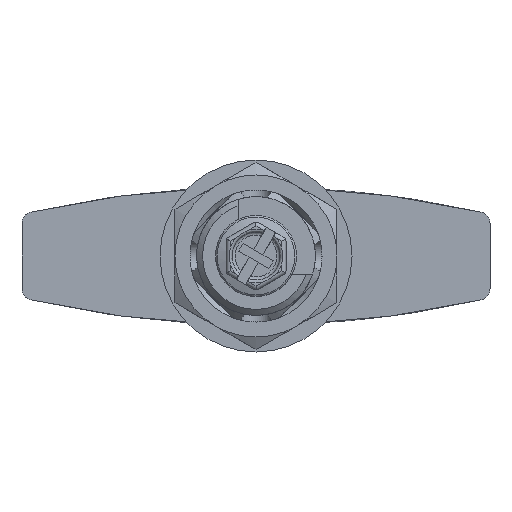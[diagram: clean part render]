
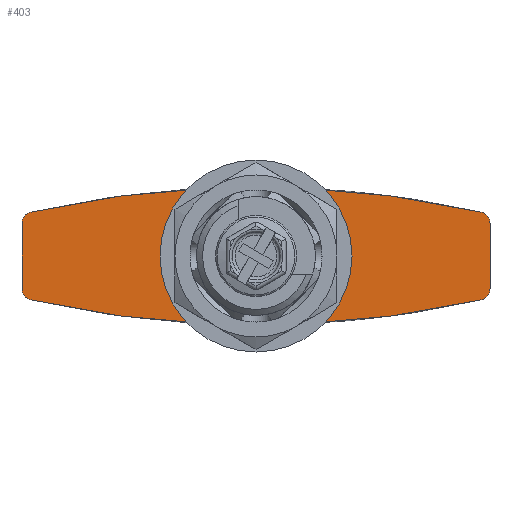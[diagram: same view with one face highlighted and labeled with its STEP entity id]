
A CAD part, front view. The second image highlights one B-rep face of the part: STEP entity #403.
In plain terms, the highlighted planar face has unit normal (0, -1, 0).
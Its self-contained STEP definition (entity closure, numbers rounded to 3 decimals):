
#403 = ADVANCED_FACE( '', ( #857, #858 ), #859, .F. );
#857 = FACE_BOUND( '', #1412, .T. );
#858 = FACE_OUTER_BOUND( '', #1413, .T. );
#859 = PLANE( '', #1414 );
#1412 = EDGE_LOOP( '', ( #2332 ) );
#1413 = EDGE_LOOP( '', ( #2333, #2334, #2335, #2336, #2337, #2338, #2339, #2340 ) );
#1414 = AXIS2_PLACEMENT_3D( '', #2341, #2342, #2343 );
#2332 = ORIENTED_EDGE( '', *, *, #3493, .T. );
#2333 = ORIENTED_EDGE( '', *, *, #3494, .F. );
#2334 = ORIENTED_EDGE( '', *, *, #3448, .F. );
#2335 = ORIENTED_EDGE( '', *, *, #3495, .F. );
#2336 = ORIENTED_EDGE( '', *, *, #3156, .F. );
#2337 = ORIENTED_EDGE( '', *, *, #3248, .F. );
#2338 = ORIENTED_EDGE( '', *, *, #3496, .F. );
#2339 = ORIENTED_EDGE( '', *, *, #3216, .F. );
#2340 = ORIENTED_EDGE( '', *, *, #3497, .T. );
#2341 = CARTESIAN_POINT( '', ( -39., 48., 12.5 ) );
#2342 = DIRECTION( '', ( 0., 1., 0. ) );
#2343 = DIRECTION( '', ( 0., 0., 1. ) );
#3156 = EDGE_CURVE( '', #3720, #3721, #3722, .T. );
#3216 = EDGE_CURVE( '', #3826, #3827, #3828, .T. );
#3248 = EDGE_CURVE( '', #3883, #3720, #3884, .T. );
#3448 = EDGE_CURVE( '', #4204, #4206, #4207, .T. );
#3493 = EDGE_CURVE( '', #4271, #4271, #4272, .T. );
#3494 = EDGE_CURVE( '', #4206, #4273, #4274, .T. );
#3495 = EDGE_CURVE( '', #3721, #4204, #4275, .T. );
#3496 = EDGE_CURVE( '', #3827, #3883, #4276, .T. );
#3497 = EDGE_CURVE( '', #3826, #4273, #4277, .T. );
#3720 = VERTEX_POINT( '', #4555 );
#3721 = VERTEX_POINT( '', #4556 );
#3722 = LINE( '', #4557, #4558 );
#3826 = VERTEX_POINT( '', #4708 );
#3827 = VERTEX_POINT( '', #4709 );
#3828 = CIRCLE( '', #4710, 2. );
#3883 = VERTEX_POINT( '', #4780 );
#3884 = CIRCLE( '', #4781, 2. );
#4204 = VERTEX_POINT( '', #5665 );
#4206 = VERTEX_POINT( '', #5668 );
#4207 = CIRCLE( '', #5669, 170. );
#4271 = VERTEX_POINT( '', #5849 );
#4272 = CIRCLE( '', #5850, 10.4 );
#4273 = VERTEX_POINT( '', #5851 );
#4274 = CIRCLE( '', #5852, 2. );
#4275 = CIRCLE( '', #5853, 2. );
#4276 = CIRCLE( '', #5854, 170. );
#4277 = LINE( '', #5855, #5856 );
#4555 = CARTESIAN_POINT( '', ( 39., 48., 5.375 ) );
#4556 = CARTESIAN_POINT( '', ( 39., 48., -5.375 ) );
#4557 = CARTESIAN_POINT( '', ( 39., 48., 12.5 ) );
#4558 = VECTOR( '', #6481, 1000. );
#4708 = CARTESIAN_POINT( '', ( -39., 48., 5.375 ) );
#4709 = CARTESIAN_POINT( '', ( -37.44, 48., 7.326 ) );
#4710 = AXIS2_PLACEMENT_3D( '', #6553, #6554, #6555 );
#4780 = CARTESIAN_POINT( '', ( 37.44, 48., 7.326 ) );
#4781 = AXIS2_PLACEMENT_3D( '', #6610, #6611, #6612 );
#5665 = CARTESIAN_POINT( '', ( 37.44, 48., -7.326 ) );
#5668 = CARTESIAN_POINT( '', ( -37.44, 48., -7.326 ) );
#5669 = AXIS2_PLACEMENT_3D( '', #6799, #6800, #6801 );
#5849 = CARTESIAN_POINT( '', ( 0., 48., 10.4 ) );
#5850 = AXIS2_PLACEMENT_3D( '', #6846, #6847, #6848 );
#5851 = CARTESIAN_POINT( '', ( -39., 48., -5.375 ) );
#5852 = AXIS2_PLACEMENT_3D( '', #6849, #6850, #6851 );
#5853 = AXIS2_PLACEMENT_3D( '', #6852, #6853, #6854 );
#5854 = AXIS2_PLACEMENT_3D( '', #6855, #6856, #6857 );
#5855 = CARTESIAN_POINT( '', ( -39., 48., 12.5 ) );
#5856 = VECTOR( '', #6858, 1000. );
#6481 = DIRECTION( '', ( 0., 0., -1. ) );
#6553 = CARTESIAN_POINT( '', ( -37., 48., 5.375 ) );
#6554 = DIRECTION( '', ( 0., 1., 0. ) );
#6555 = DIRECTION( '', ( 0., 0., 1. ) );
#6610 = CARTESIAN_POINT( '', ( 37., 48., 5.375 ) );
#6611 = DIRECTION( '', ( 0., 1., 0. ) );
#6612 = DIRECTION( '', ( 0., 0., 1. ) );
#6799 = CARTESIAN_POINT( '', ( 0., 48., 158.5 ) );
#6800 = DIRECTION( '', ( 0., 1., 0. ) );
#6801 = DIRECTION( '', ( 0., 0., 1. ) );
#6846 = CARTESIAN_POINT( '', ( 0., 48., 0. ) );
#6847 = DIRECTION( '', ( 0., 1., 0. ) );
#6848 = DIRECTION( '', ( 0., 0., 1. ) );
#6849 = CARTESIAN_POINT( '', ( -37., 48., -5.375 ) );
#6850 = DIRECTION( '', ( 0., 1., 0. ) );
#6851 = DIRECTION( '', ( 0., 0., 1. ) );
#6852 = CARTESIAN_POINT( '', ( 37., 48., -5.375 ) );
#6853 = DIRECTION( '', ( 0., 1., 0. ) );
#6854 = DIRECTION( '', ( 0., 0., 1. ) );
#6855 = CARTESIAN_POINT( '', ( 0., 48., -158.5 ) );
#6856 = DIRECTION( '', ( 0., 1., 0. ) );
#6857 = DIRECTION( '', ( 0., 0., 1. ) );
#6858 = DIRECTION( '', ( 0., 0., -1. ) );
